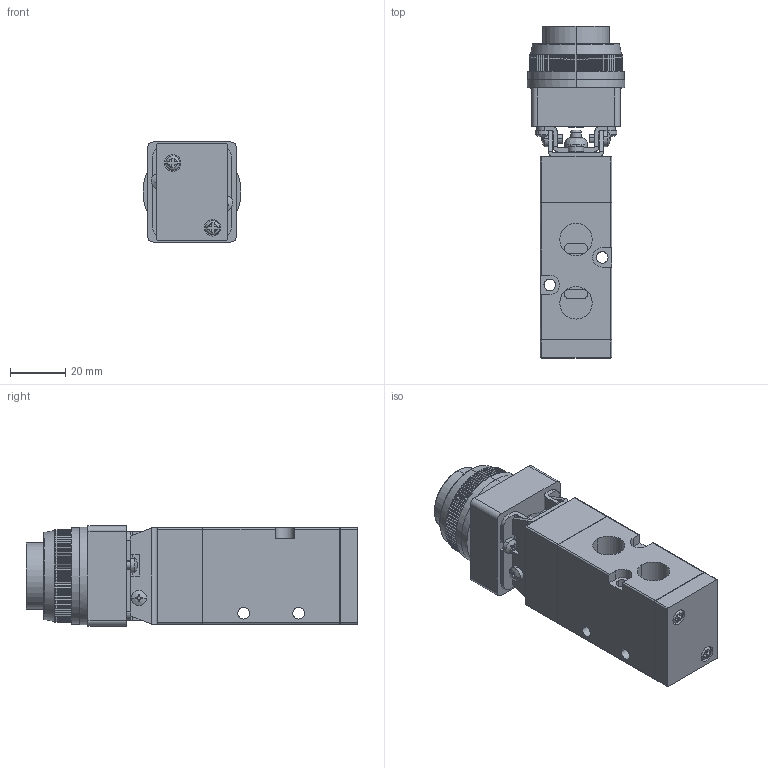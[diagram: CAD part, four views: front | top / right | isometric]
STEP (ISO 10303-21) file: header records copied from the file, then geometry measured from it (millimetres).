
FILE_DESCRIPTION (( 'STEP AP203' ), '1' );
FILE_NAME ('MSV-86522PPL.step', '2017-02-27T23:37:22', ( '' ), ( '' ), 'SwSTEP 2.0', 'SolidWorks 2016', '' );
FILE_SCHEMA (( 'CONFIG_CONTROL_DESIGN' ));
Length unit declared in the file: millimetre
Products named in the file (1): MSV-86522PPL
Bounding box: 35.6 x 120.6 x 36.4 mm (x, y, z)
Volume: 96605.5 mm3; surface area: 31047.3 mm2
Topology: 14 solids, 14 shells, 887 faces, 2237 edges, 1412 vertices
Faces by surface type: plane 580, cylinder 271, bspline 34, cone 2
Entity records: 27526 total; most frequent: CARTESIAN_POINT 6225, ORIENTED_EDGE 4466, DIRECTION 4413, EDGE_CURVE 2233, AXIS2_PLACEMENT_3D 1540, VERTEX_POINT 1412, VECTOR 1333, LINE 1333
